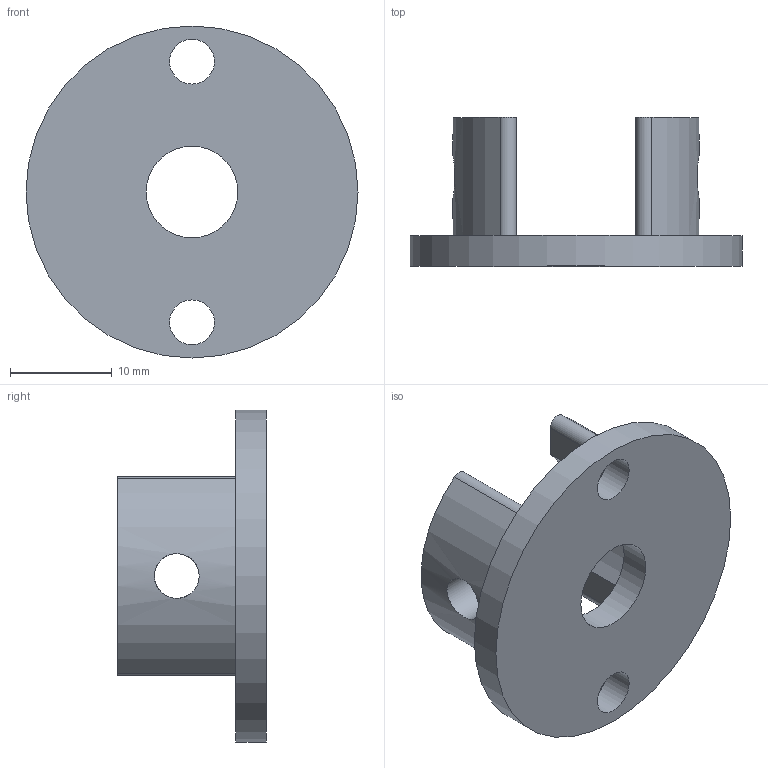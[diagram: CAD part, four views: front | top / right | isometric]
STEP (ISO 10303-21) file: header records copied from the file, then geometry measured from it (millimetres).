
FILE_DESCRIPTION(/* description */ (''),/* implementation_level */ '2;1');
FILE_NAME(/* name */ 'shaft_adapter_2.stp',/* time_stamp */ '2023-06-09T20:47:28-04:00',/* author */ ('johnn'),/* organization */ (''),/* preprocessor_version */ 'ST-DEVELOPER v19',/* originating_system */ 'Autodesk Inventor 2023',/* authorisation */ '');
FILE_SCHEMA (('AUTOMOTIVE_DESIGN { 1 0 10303 214 3 1 1 }'));
Length unit declared in the file: millimetre
Products named in the file (1): shaft_adapter_2
Bounding box: 32.6 x 14.6 x 32.6 mm (x, y, z)
Volume: 3846.5 mm3; surface area: 3053.4 mm2
Topology: 1 solids, 1 shells, 22 faces, 58 edges, 40 vertices
Faces by surface type: cylinder 14, plane 8
Full cylindrical faces by diameter (mm): 4.4 x4, 9 x1, 32.6 x1
Entity records: 883 total; most frequent: CARTESIAN_POINT 259, DIRECTION 120, ORIENTED_EDGE 116, EDGE_CURVE 58, AXIS2_PLACEMENT_3D 47, VERTEX_POINT 40, EDGE_LOOP 34, LINE 26
